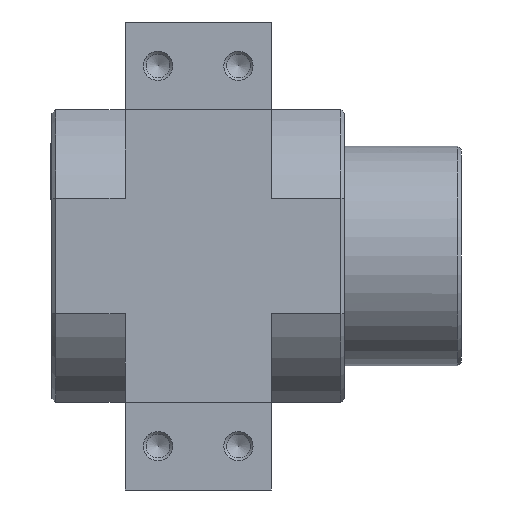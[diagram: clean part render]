
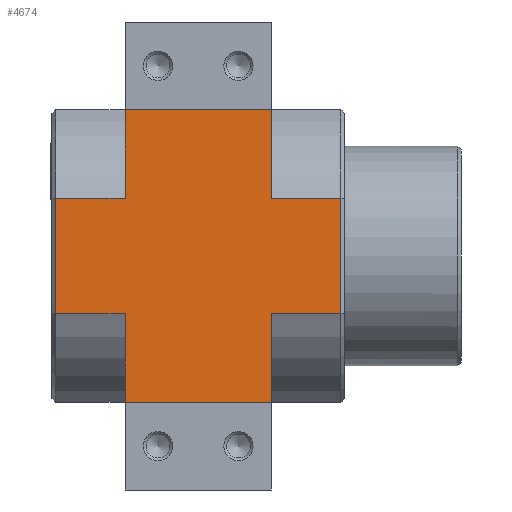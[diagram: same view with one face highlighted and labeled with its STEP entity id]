
A CAD part, left-side view. The second image highlights one B-rep face of the part: STEP entity #4674.
In plain terms, the highlighted face is planar.
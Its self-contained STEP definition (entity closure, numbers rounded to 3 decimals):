
#261=LINE('',#6829,#536);
#289=LINE('',#6891,#564);
#291=LINE('',#6895,#566);
#292=LINE('',#6898,#567);
#293=LINE('',#6900,#568);
#294=LINE('',#6902,#569);
#295=LINE('',#6903,#570);
#296=LINE('',#6905,#571);
#297=LINE('',#6907,#572);
#298=LINE('',#6909,#573);
#299=LINE('',#6911,#574);
#300=LINE('',#6912,#575);
#536=VECTOR('',#5538,1000.);
#564=VECTOR('',#5576,1000.);
#566=VECTOR('',#5580,1000.);
#567=VECTOR('',#5581,1000.);
#568=VECTOR('',#5582,1000.);
#569=VECTOR('',#5583,1000.);
#570=VECTOR('',#5584,1000.);
#571=VECTOR('',#5585,1000.);
#572=VECTOR('',#5586,1000.);
#573=VECTOR('',#5587,1000.);
#574=VECTOR('',#5588,1000.);
#575=VECTOR('',#5589,1000.);
#879=ORIENTED_EDGE('',*,*,#1906,.T.);
#880=ORIENTED_EDGE('',*,*,#1907,.F.);
#881=ORIENTED_EDGE('',*,*,#1908,.T.);
#882=ORIENTED_EDGE('',*,*,#1909,.F.);
#883=ORIENTED_EDGE('',*,*,#1904,.T.);
#884=ORIENTED_EDGE('',*,*,#1910,.T.);
#885=ORIENTED_EDGE('',*,*,#1911,.F.);
#886=ORIENTED_EDGE('',*,*,#1912,.T.);
#887=ORIENTED_EDGE('',*,*,#1913,.F.);
#888=ORIENTED_EDGE('',*,*,#1914,.T.);
#889=ORIENTED_EDGE('',*,*,#1873,.F.);
#890=ORIENTED_EDGE('',*,*,#1915,.F.);
#1873=EDGE_CURVE('',#2387,#2388,#261,.T.);
#1904=EDGE_CURVE('',#2417,#2416,#289,.T.);
#1906=EDGE_CURVE('',#2418,#2419,#291,.F.);
#1907=EDGE_CURVE('',#2420,#2419,#292,.T.);
#1908=EDGE_CURVE('',#2420,#2421,#293,.T.);
#1909=EDGE_CURVE('',#2417,#2421,#294,.T.);
#1910=EDGE_CURVE('',#2416,#2422,#295,.T.);
#1911=EDGE_CURVE('',#2423,#2422,#296,.T.);
#1912=EDGE_CURVE('',#2423,#2424,#297,.T.);
#1913=EDGE_CURVE('',#2425,#2424,#298,.F.);
#1914=EDGE_CURVE('',#2425,#2388,#299,.T.);
#1915=EDGE_CURVE('',#2418,#2387,#300,.T.);
#2387=VERTEX_POINT('',#6828);
#2388=VERTEX_POINT('',#6830);
#2416=VERTEX_POINT('',#6890);
#2417=VERTEX_POINT('',#6892);
#2418=VERTEX_POINT('',#6896);
#2419=VERTEX_POINT('',#6897);
#2420=VERTEX_POINT('',#6899);
#2421=VERTEX_POINT('',#6901);
#2422=VERTEX_POINT('',#6904);
#2423=VERTEX_POINT('',#6906);
#2424=VERTEX_POINT('',#6908);
#2425=VERTEX_POINT('',#6910);
#2933=EDGE_LOOP('',(#879,#880,#881,#882,#883,#884,#885,#886,#887,#888,#889,
#890));
#3319=FACE_BOUND('',#2933,.T.);
#3698=PLANE('',#4991);
#4674=ADVANCED_FACE('',(#3319),#3698,.F.);
#4991=AXIS2_PLACEMENT_3D('',#6894,#5578,#5579);
#5538=DIRECTION('',(0.,-1.,0.));
#5576=DIRECTION('',(0.,-1.,0.));
#5578=DIRECTION('',(0.,0.,1.));
#5579=DIRECTION('',(1.,0.,0.));
#5580=DIRECTION('',(0.,-1.,0.));
#5581=DIRECTION('',(-1.,0.,0.));
#5582=DIRECTION('',(0.,-1.,0.));
#5583=DIRECTION('',(-1.,0.,0.));
#5584=DIRECTION('',(-1.,0.,0.));
#5585=DIRECTION('',(0.,1.,0.));
#5586=DIRECTION('',(-1.,0.,0.));
#5587=DIRECTION('',(0.,1.,0.));
#5588=DIRECTION('',(-1.,0.,0.));
#5589=DIRECTION('',(-1.,0.,0.));
#6828=CARTESIAN_POINT('',(-20.,10.,-20.));
#6829=CARTESIAN_POINT('',(-20.,20.,-20.));
#6830=CARTESIAN_POINT('',(-20.,-10.,-20.));
#6890=CARTESIAN_POINT('',(20.,-10.,-20.));
#6891=CARTESIAN_POINT('',(20.,20.,-20.));
#6892=CARTESIAN_POINT('',(20.,10.,-20.));
#6894=CARTESIAN_POINT('',(20.,20.,-20.));
#6895=CARTESIAN_POINT('',(-7.89,30.,-20.));
#6896=CARTESIAN_POINT('',(-7.89,10.,-20.));
#6897=CARTESIAN_POINT('',(-7.89,19.5,-20.));
#6898=CARTESIAN_POINT('',(20.,19.5,-20.));
#6899=CARTESIAN_POINT('',(7.89,19.5,-20.));
#6900=CARTESIAN_POINT('',(7.89,30.,-20.));
#6901=CARTESIAN_POINT('',(7.89,10.,-20.));
#6902=CARTESIAN_POINT('',(20.,10.,-20.));
#6903=CARTESIAN_POINT('',(20.,-10.,-20.));
#6904=CARTESIAN_POINT('',(7.89,-10.,-20.));
#6905=CARTESIAN_POINT('',(7.89,-30.,-20.));
#6906=CARTESIAN_POINT('',(7.89,-19.5,-20.));
#6907=CARTESIAN_POINT('',(20.,-19.5,-20.));
#6908=CARTESIAN_POINT('',(-7.89,-19.5,-20.));
#6909=CARTESIAN_POINT('',(-7.89,-30.,-20.));
#6910=CARTESIAN_POINT('',(-7.89,-10.,-20.));
#6911=CARTESIAN_POINT('',(20.,-10.,-20.));
#6912=CARTESIAN_POINT('',(20.,10.,-20.));
